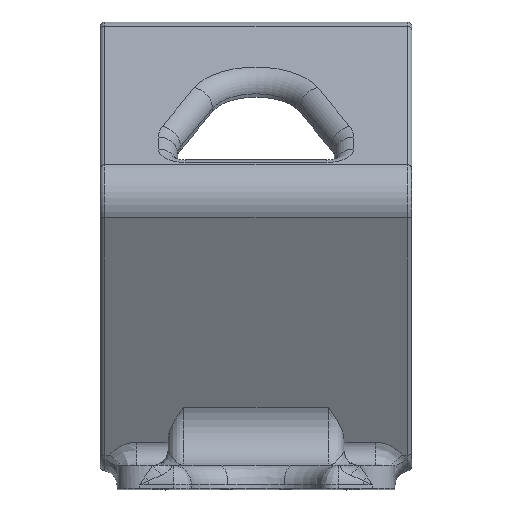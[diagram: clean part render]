
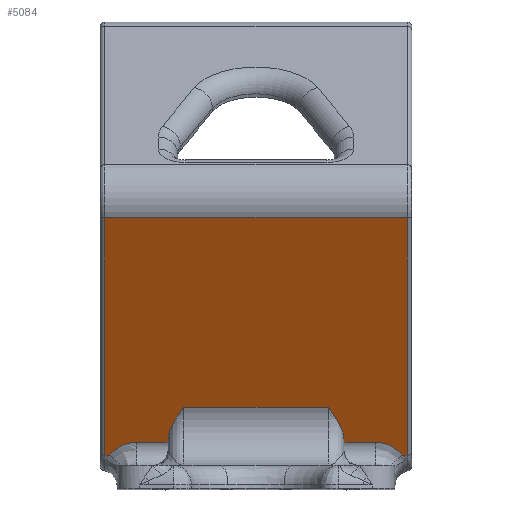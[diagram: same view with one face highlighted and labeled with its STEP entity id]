
A CAD part, top view. The second image highlights one B-rep face of the part: STEP entity #5084.
In plain terms, the highlighted planar face has unit normal (0, -0.5, 0.866).
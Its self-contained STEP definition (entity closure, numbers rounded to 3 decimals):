
#58=ELLIPSE('',#5421,5.196,4.5);
#60=ELLIPSE('',#5461,5.196,4.5);
#214=B_SPLINE_CURVE_WITH_KNOTS('',3,(#8802,#8803,#8804,#8805,#8806,#8807,
#8808,#8809),.UNSPECIFIED.,.F.,.F.,(4,2,2,4),(0.,0.316,0.41,
0.505),.UNSPECIFIED.);
#227=B_SPLINE_CURVE_WITH_KNOTS('',3,(#9275,#9276,#9277,#9278,#9279,#9280,
#9281,#9282),.UNSPECIFIED.,.F.,.F.,(4,2,2,4),(1.19,1.285,
1.379,1.695),.UNSPECIFIED.);
#759=FACE_OUTER_BOUND('',#1079,.T.);
#1079=EDGE_LOOP('',(#3725,#3726,#3727,#3728,#3729,#3730,#3731,#3732,#3733,
#3734,#3735,#3736,#3737,#3738));
#1425=LINE('',#8523,#1787);
#1444=LINE('',#8812,#1806);
#1445=LINE('',#8889,#1807);
#1448=LINE('',#9262,#1810);
#1449=LINE('',#9266,#1811);
#1450=LINE('',#9268,#1812);
#1451=LINE('',#9270,#1813);
#1452=LINE('',#9271,#1814);
#1453=LINE('',#9273,#1815);
#1454=LINE('',#9283,#1816);
#1787=VECTOR('',#6101,10.);
#1806=VECTOR('',#6190,10.);
#1807=VECTOR('',#6205,10.);
#1810=VECTOR('',#6238,10.);
#1811=VECTOR('',#6243,10.);
#1812=VECTOR('',#6244,10.);
#1813=VECTOR('',#6245,10.);
#1814=VECTOR('',#6246,10.);
#1815=VECTOR('',#6247,10.);
#1816=VECTOR('',#6248,10.);
#2182=VERTEX_POINT('',#8378);
#2186=VERTEX_POINT('',#8488);
#2190=VERTEX_POINT('',#8522);
#2231=VERTEX_POINT('',#8799);
#2232=VERTEX_POINT('',#8801);
#2234=VERTEX_POINT('',#8838);
#2237=VERTEX_POINT('',#8881);
#2238=VERTEX_POINT('',#8886);
#2251=VERTEX_POINT('',#9261);
#2252=VERTEX_POINT('',#9265);
#2253=VERTEX_POINT('',#9267);
#2254=VERTEX_POINT('',#9269);
#2255=VERTEX_POINT('',#9272);
#2256=VERTEX_POINT('',#9274);
#2714=EDGE_CURVE('',#2182,#2186,#58,.T.);
#2717=EDGE_CURVE('',#2186,#2190,#1425,.T.);
#2769=EDGE_CURVE('',#2231,#2232,#214,.F.);
#2771=EDGE_CURVE('',#2231,#2190,#1444,.T.);
#2777=EDGE_CURVE('',#2237,#2234,#60,.T.);
#2780=EDGE_CURVE('',#2238,#2237,#1445,.T.);
#2803=EDGE_CURVE('',#2234,#2251,#1448,.T.);
#2805=EDGE_CURVE('',#2252,#2182,#1449,.T.);
#2806=EDGE_CURVE('',#2253,#2252,#1450,.T.);
#2807=EDGE_CURVE('',#2254,#2253,#1451,.T.);
#2808=EDGE_CURVE('',#2251,#2254,#1452,.T.);
#2809=EDGE_CURVE('',#2238,#2255,#1453,.T.);
#2810=EDGE_CURVE('',#2256,#2255,#227,.F.);
#2811=EDGE_CURVE('',#2232,#2256,#1454,.T.);
#3725=ORIENTED_EDGE('',*,*,#2714,.F.);
#3726=ORIENTED_EDGE('',*,*,#2805,.F.);
#3727=ORIENTED_EDGE('',*,*,#2806,.F.);
#3728=ORIENTED_EDGE('',*,*,#2807,.F.);
#3729=ORIENTED_EDGE('',*,*,#2808,.F.);
#3730=ORIENTED_EDGE('',*,*,#2803,.F.);
#3731=ORIENTED_EDGE('',*,*,#2777,.F.);
#3732=ORIENTED_EDGE('',*,*,#2780,.F.);
#3733=ORIENTED_EDGE('',*,*,#2809,.T.);
#3734=ORIENTED_EDGE('',*,*,#2810,.F.);
#3735=ORIENTED_EDGE('',*,*,#2811,.F.);
#3736=ORIENTED_EDGE('',*,*,#2769,.F.);
#3737=ORIENTED_EDGE('',*,*,#2771,.T.);
#3738=ORIENTED_EDGE('',*,*,#2717,.F.);
#4947=PLANE('',#5481);
#5084=ADVANCED_FACE('',(#759),#4947,.T.);
#5421=AXIS2_PLACEMENT_3D('',#8492,#6096,#6097);
#5461=AXIS2_PLACEMENT_3D('',#8883,#6197,#6198);
#5481=AXIS2_PLACEMENT_3D('',#9264,#6241,#6242);
#6096=DIRECTION('center_axis',(0.,-0.5,0.866));
#6097=DIRECTION('ref_axis',(0.,0.866,0.5));
#6101=DIRECTION('',(-1.,0.,0.));
#6190=DIRECTION('',(0.,-0.866,-0.5));
#6197=DIRECTION('center_axis',(0.,-0.5,0.866));
#6198=DIRECTION('ref_axis',(0.,0.866,0.5));
#6205=DIRECTION('',(-1.,0.,0.));
#6238=DIRECTION('',(-1.,0.,0.));
#6241=DIRECTION('center_axis',(0.,-0.5,0.866));
#6242=DIRECTION('ref_axis',(0.,-0.866,-0.5));
#6243=DIRECTION('',(-1.,0.,0.));
#6244=DIRECTION('',(0.,-0.866,-0.5));
#6245=DIRECTION('',(1.,0.,0.));
#6246=DIRECTION('',(0.,0.866,0.5));
#6247=DIRECTION('',(0.,0.866,0.5));
#6248=DIRECTION('',(-1.,0.,0.));
#8378=CARTESIAN_POINT('',(18.732,40.351,0.95));
#8488=CARTESIAN_POINT('',(15.25,42.,1.902));
#8492=CARTESIAN_POINT('Origin',(15.25,37.5,-0.696));
#8522=CARTESIAN_POINT('',(11.25,42.,1.902));
#8523=CARTESIAN_POINT('',(0.,42.,1.902));
#8799=CARTESIAN_POINT('',(11.25,42.257,2.05));
#8801=CARTESIAN_POINT('',(9.25,46.5,4.5));
#8802=CARTESIAN_POINT('Ctrl Pts',(9.25,46.5,4.5));
#8803=CARTESIAN_POINT('Ctrl Pts',(9.812,45.73,4.055));
#8804=CARTESIAN_POINT('Ctrl Pts',(10.479,44.801,3.519));
#8805=CARTESIAN_POINT('Ctrl Pts',(10.964,43.694,2.88));
#8806=CARTESIAN_POINT('Ctrl Pts',(11.068,43.409,2.715));
#8807=CARTESIAN_POINT('Ctrl Pts',(11.211,42.827,2.379));
#8808=CARTESIAN_POINT('Ctrl Pts',(11.25,42.53,2.208));
#8809=CARTESIAN_POINT('Ctrl Pts',(11.25,42.257,2.05));
#8812=CARTESIAN_POINT('',(11.25,59.286,11.882));
#8838=CARTESIAN_POINT('',(-18.732,40.351,0.95));
#8881=CARTESIAN_POINT('',(-15.25,42.,1.902));
#8883=CARTESIAN_POINT('Origin',(-15.25,37.5,-0.696));
#8886=CARTESIAN_POINT('',(-11.25,42.,1.902));
#8889=CARTESIAN_POINT('',(0.,42.,1.902));
#9261=CARTESIAN_POINT('',(-19.322,40.351,0.95));
#9262=CARTESIAN_POINT('',(0.,40.351,0.95));
#9264=CARTESIAN_POINT('Origin',(0.,74.992,20.95));
#9265=CARTESIAN_POINT('',(19.322,40.351,0.95));
#9266=CARTESIAN_POINT('',(0.,40.351,0.95));
#9267=CARTESIAN_POINT('',(19.322,70.662,18.45));
#9268=CARTESIAN_POINT('',(19.322,65.465,15.45));
#9269=CARTESIAN_POINT('',(-19.322,70.662,18.45));
#9270=CARTESIAN_POINT('',(0.,70.662,18.45));
#9271=CARTESIAN_POINT('',(-19.322,65.465,15.45));
#9272=CARTESIAN_POINT('',(-11.25,42.257,2.05));
#9273=CARTESIAN_POINT('',(-11.25,59.286,11.882));
#9274=CARTESIAN_POINT('',(-9.25,46.5,4.5));
#9275=CARTESIAN_POINT('Ctrl Pts',(-11.25,42.257,2.05));
#9276=CARTESIAN_POINT('Ctrl Pts',(-11.25,42.53,2.208));
#9277=CARTESIAN_POINT('Ctrl Pts',(-11.211,42.827,2.379));
#9278=CARTESIAN_POINT('Ctrl Pts',(-11.068,43.409,2.715));
#9279=CARTESIAN_POINT('Ctrl Pts',(-10.964,43.694,2.88));
#9280=CARTESIAN_POINT('Ctrl Pts',(-10.479,44.801,3.519));
#9281=CARTESIAN_POINT('Ctrl Pts',(-9.812,45.73,4.055));
#9282=CARTESIAN_POINT('Ctrl Pts',(-9.25,46.5,4.5));
#9283=CARTESIAN_POINT('',(0.,46.5,4.5));
